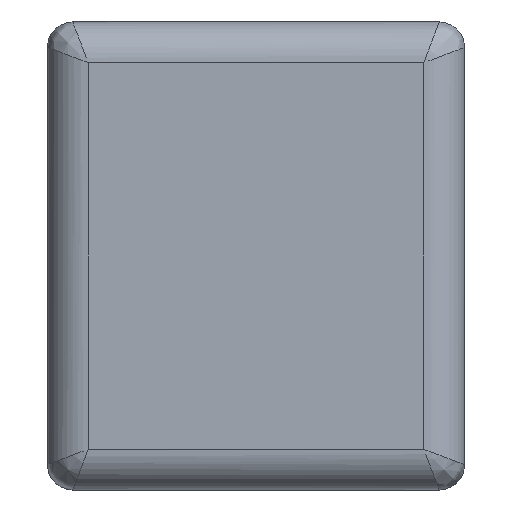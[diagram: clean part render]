
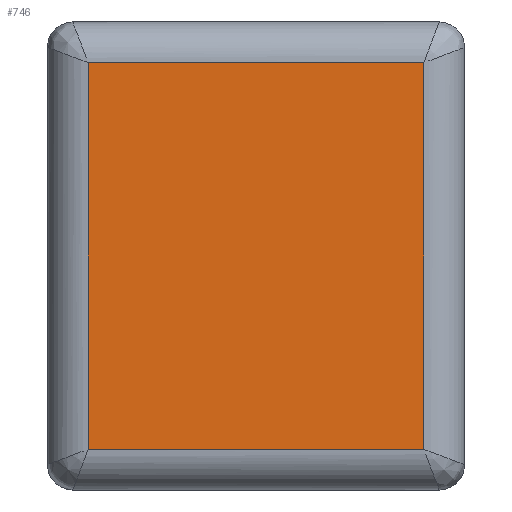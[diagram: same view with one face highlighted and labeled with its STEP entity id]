
A CAD part, left-side view. The second image highlights one B-rep face of the part: STEP entity #746.
In plain terms, the highlighted planar face has unit normal (-1, 0, 0).
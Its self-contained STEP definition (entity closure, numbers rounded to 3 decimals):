
#7 = DIRECTION ( 'NONE',  ( 0., -1., 0. ) ) ;
#31 = VECTOR ( 'NONE', #7, 1000. ) ;
#307 = LINE ( 'NONE', #508, #860 ) ;
#345 = VECTOR ( 'NONE', #602, 1000. ) ;
#508 = CARTESIAN_POINT ( 'NONE',  ( -0.8, -0.41, 0.84 ) ) ;
#510 = VERTEX_POINT ( 'NONE', #904 ) ;
#602 = DIRECTION ( 'NONE',  ( 0., 0., -1. ) ) ;
#719 = DIRECTION ( 'NONE',  ( 0., 1., 0. ) ) ;
#746 = ADVANCED_FACE ( 'NONE', ( #1140 ), #1227, .F. ) ;
#797 = DIRECTION ( 'NONE',  ( 1., 0., 0. ) ) ;
#816 = CARTESIAN_POINT ( 'NONE',  ( -0.8, -0.33, 0.92 ) ) ;
#835 = VECTOR ( 'NONE', #1875, 1000. ) ;
#860 = VECTOR ( 'NONE', #719, 1000. ) ;
#873 = ORIENTED_EDGE ( 'NONE', *, *, #879, .T. ) ;
#879 = EDGE_CURVE ( 'NONE', #2692, #510, #2085, .T. ) ;
#897 = VERTEX_POINT ( 'NONE', #1257 ) ;
#904 = CARTESIAN_POINT ( 'NONE',  ( -0.8, 0.33, 0.08 ) ) ;
#920 = EDGE_CURVE ( 'NONE', #2587, #897, #1953, .T. ) ;
#1140 = FACE_OUTER_BOUND ( 'NONE', #2261, .T. ) ;
#1227 = PLANE ( 'NONE',  #2569 ) ;
#1246 = CARTESIAN_POINT ( 'NONE',  ( -0.8, 0.33, 0.92 ) ) ;
#1247 = EDGE_CURVE ( 'NONE', #510, #2587, #2273, .T. ) ;
#1257 = CARTESIAN_POINT ( 'NONE',  ( -0.8, -0.33, 0.84 ) ) ;
#1393 = CARTESIAN_POINT ( 'NONE',  ( -0.8, -0.33, 0.08 ) ) ;
#1415 = ORIENTED_EDGE ( 'NONE', *, *, #920, .T. ) ;
#1875 = DIRECTION ( 'NONE',  ( 0., 0., 1. ) ) ;
#1900 = EDGE_CURVE ( 'NONE', #897, #2692, #307, .T. ) ;
#1945 = ORIENTED_EDGE ( 'NONE', *, *, #1247, .T. ) ;
#1953 = LINE ( 'NONE', #816, #835 ) ;
#2054 = CARTESIAN_POINT ( 'NONE',  ( -0.8, -0.41, 0.92 ) ) ;
#2085 = LINE ( 'NONE', #1246, #345 ) ;
#2091 = CARTESIAN_POINT ( 'NONE',  ( -0.8, 0.33, 0.84 ) ) ;
#2261 = EDGE_LOOP ( 'NONE', ( #873, #1945, #1415, #2343 ) ) ;
#2264 = DIRECTION ( 'NONE',  ( 0., 0., -1. ) ) ;
#2273 = LINE ( 'NONE', #2529, #31 ) ;
#2343 = ORIENTED_EDGE ( 'NONE', *, *, #1900, .T. ) ;
#2529 = CARTESIAN_POINT ( 'NONE',  ( -0.8, 0., 0.08 ) ) ;
#2569 = AXIS2_PLACEMENT_3D ( 'NONE', #2054, #797, #2264 ) ;
#2587 = VERTEX_POINT ( 'NONE', #1393 ) ;
#2692 = VERTEX_POINT ( 'NONE', #2091 ) ;
